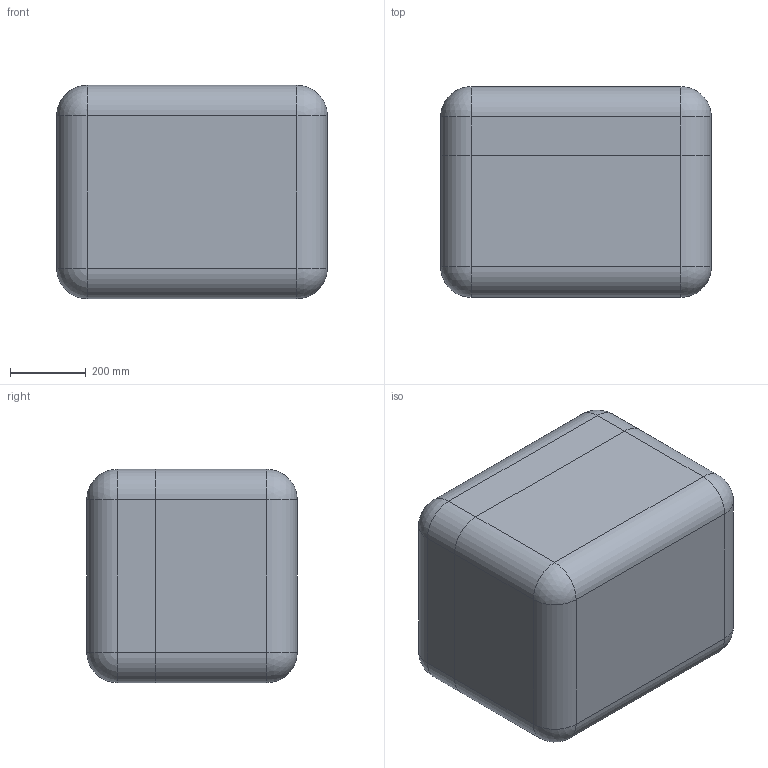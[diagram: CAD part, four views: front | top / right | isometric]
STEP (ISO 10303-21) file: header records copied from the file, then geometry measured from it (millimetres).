
FILE_DESCRIPTION (( 'STEP AP214' ), '1' );
FILE_NAME ('Òðàíñïîðòíûé êîíòåéíåð ÀÄÌÈÐÀË®ÏÐÎÔÅÑÑÈÎÍÀËÜÍÛÅ 057_óïðîùåííàÿ 3D-ìîäåëü.STEP', '2025-09-17T06:28:57', ( '' ), ( '' ), 'SwSTEP 2.0', 'SolidWorks 2021', '' );
FILE_SCHEMA (( 'AUTOMOTIVE_DESIGN' ));
Length unit declared in the file: millimetre
Products named in the file (3): Base 56; Lid_57óïð; Òðàíñïîðòíûé êîíòåéíåð ÀÄÌÈÐÀË®ÏÐÎÔÅÑÑÈÎÍÀËÜÍÛÅ 057_óïðîùåííàÿ 3D-ìîäåëü
Assembly tree (2 placements, depth 2):
  Òðàíñïîðòíûé êîíòåéíåð ÀÄÌÈÐÀË®ÏÐÎÔÅÑÑÈÎÍÀËÜÍÛÅ 057_óïðîùåííàÿ 3D-ìîäåëü
    Base 56
    Lid_57óïð
Bounding box: 713.98 x 555.12 x 562.92 mm (x, y, z)
Volume: 94498604.3 mm3; surface area: 4423467.1 mm2
Topology: 2 solids, 2 shells, 1250 faces, 3099 edges, 1824 vertices
Faces by surface type: cylinder 517, bspline 272, plane 253, torus 148, sphere 32, cone 28
Entity records: 56162 total; most frequent: CARTESIAN_POINT 28321, ORIENTED_EDGE 6102, DIRECTION 5639, EDGE_CURVE 3051, AXIS2_PLACEMENT_3D 2237, VERTEX_POINT 1824, EDGE_LOOP 1275, CIRCLE 1254
